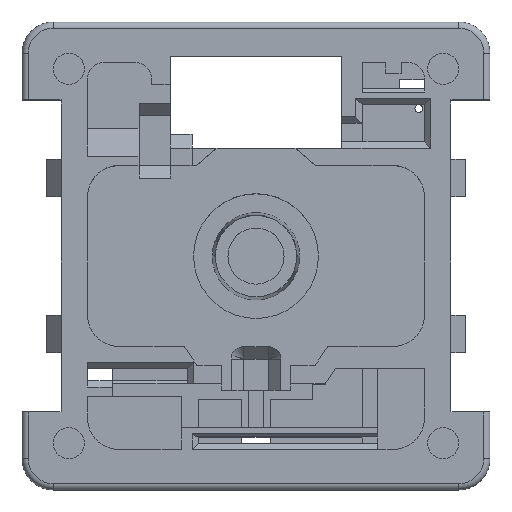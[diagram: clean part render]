
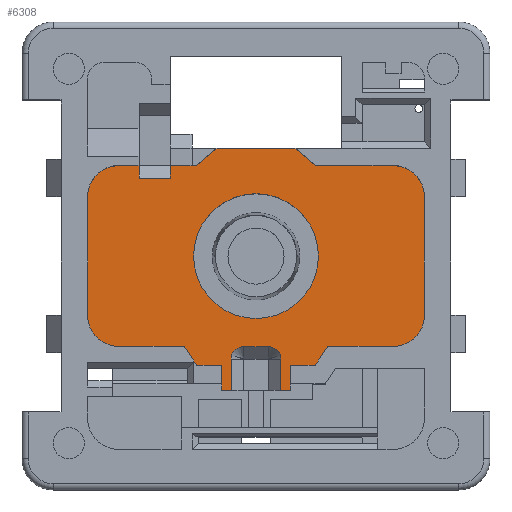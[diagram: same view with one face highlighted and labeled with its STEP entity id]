
A CAD part, top view. The second image highlights one B-rep face of the part: STEP entity #6308.
In plain terms, the highlighted planar face has unit normal (0, 0, 1).
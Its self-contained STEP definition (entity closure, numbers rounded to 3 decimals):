
#2702 = VERTEX_POINT('',#2703);
#2703 = CARTESIAN_POINT('',(1.25,3.455,0.6));
#2709 = EDGE_CURVE('',#2702,#2710,#2712,.T.);
#2710 = VERTEX_POINT('',#2711);
#2711 = CARTESIAN_POINT('',(-1.25,3.455,0.6));
#2712 = LINE('',#2713,#2714);
#2713 = CARTESIAN_POINT('',(1.375,3.455,0.6));
#2714 = VECTOR('',#2715,1.);
#2715 = DIRECTION('',(-1.,0.,0.));
#2747 = EDGE_CURVE('',#2702,#2748,#2750,.T.);
#2748 = VERTEX_POINT('',#2749);
#2749 = CARTESIAN_POINT('',(1.9,2.9,0.6));
#2750 = LINE('',#2751,#2752);
#2751 = CARTESIAN_POINT('',(1.367,3.355,0.6));
#2752 = VECTOR('',#2753,1.);
#2753 = DIRECTION('',(0.76,-0.649,0.));
#2771 = EDGE_CURVE('',#2748,#2772,#2774,.T.);
#2772 = VERTEX_POINT('',#2773);
#2773 = CARTESIAN_POINT('',(4.4,2.9,0.6));
#2774 = LINE('',#2775,#2776);
#2775 = CARTESIAN_POINT('',(0.95,2.9,0.6));
#2776 = VECTOR('',#2777,1.);
#2777 = DIRECTION('',(1.,0.,0.));
#2796 = EDGE_CURVE('',#2772,#2797,#2799,.T.);
#2797 = VERTEX_POINT('',#2798);
#2798 = CARTESIAN_POINT('',(5.4,1.9,0.6));
#2799 = CIRCLE('',#2800,1.);
#2800 = AXIS2_PLACEMENT_3D('',#2801,#2802,#2803);
#2801 = CARTESIAN_POINT('',(4.4,1.9,0.6));
#2802 = DIRECTION('',(0.,0.,-1.));
#2803 = DIRECTION('',(1.,0.,0.));
#2820 = EDGE_CURVE('',#2797,#2821,#2823,.T.);
#2821 = VERTEX_POINT('',#2822);
#2822 = CARTESIAN_POINT('',(5.4,-1.9,0.6));
#2823 = LINE('',#2824,#2825);
#2824 = CARTESIAN_POINT('',(5.4,0.95,0.6));
#2825 = VECTOR('',#2826,1.);
#2826 = DIRECTION('',(0.,-1.,0.));
#2845 = EDGE_CURVE('',#2821,#2846,#2848,.T.);
#2846 = VERTEX_POINT('',#2847);
#2847 = CARTESIAN_POINT('',(4.4,-2.9,0.6));
#2848 = CIRCLE('',#2849,1.);
#2849 = AXIS2_PLACEMENT_3D('',#2850,#2851,#2852);
#2850 = CARTESIAN_POINT('',(4.4,-1.9,0.6));
#2851 = DIRECTION('',(0.,0.,-1.));
#2852 = DIRECTION('',(1.,0.,0.));
#2869 = EDGE_CURVE('',#2870,#2846,#2872,.T.);
#2870 = VERTEX_POINT('',#2871);
#2871 = CARTESIAN_POINT('',(2.3,-2.9,0.6));
#2872 = LINE('',#2873,#2874);
#2873 = CARTESIAN_POINT('',(1.15,-2.9,0.6));
#2874 = VECTOR('',#2875,1.);
#2875 = DIRECTION('',(1.,0.,0.));
#2893 = EDGE_CURVE('',#2894,#2870,#2896,.T.);
#2894 = VERTEX_POINT('',#2895);
#2895 = CARTESIAN_POINT('',(1.9,-3.5,0.6));
#2896 = LINE('',#2897,#2898);
#2897 = CARTESIAN_POINT('',(2.415,-2.727,0.6));
#2898 = VECTOR('',#2899,1.);
#2899 = DIRECTION('',(0.555,0.832,0.));
#2917 = EDGE_CURVE('',#2918,#2894,#2920,.T.);
#2918 = VERTEX_POINT('',#2919);
#2919 = CARTESIAN_POINT('',(1.1,-3.5,0.6));
#2920 = LINE('',#2921,#2922);
#2921 = CARTESIAN_POINT('',(0.55,-3.5,0.6));
#2922 = VECTOR('',#2923,1.);
#2923 = DIRECTION('',(1.,0.,0.));
#2941 = EDGE_CURVE('',#2942,#2918,#2944,.T.);
#2942 = VERTEX_POINT('',#2943);
#2943 = CARTESIAN_POINT('',(1.1,-4.3,0.6));
#2944 = LINE('',#2945,#2946);
#2945 = CARTESIAN_POINT('',(1.1,-2.15,0.6));
#2946 = VECTOR('',#2947,1.);
#2947 = DIRECTION('',(0.,1.,0.));
#3772 = EDGE_CURVE('',#3773,#3775,#3777,.T.);
#3773 = VERTEX_POINT('',#3774);
#3774 = CARTESIAN_POINT('',(-1.1,-3.5,0.6));
#3775 = VERTEX_POINT('',#3776);
#3776 = CARTESIAN_POINT('',(-1.1,-4.3,0.6));
#3777 = LINE('',#3778,#3779);
#3778 = CARTESIAN_POINT('',(-1.1,-1.75,0.6));
#3779 = VECTOR('',#3780,1.);
#3780 = DIRECTION('',(0.,-1.,0.));
#3812 = EDGE_CURVE('',#3813,#3773,#3815,.T.);
#3813 = VERTEX_POINT('',#3814);
#3814 = CARTESIAN_POINT('',(-1.9,-3.5,0.6));
#3815 = LINE('',#3816,#3817);
#3816 = CARTESIAN_POINT('',(-0.95,-3.5,0.6));
#3817 = VECTOR('',#3818,1.);
#3818 = DIRECTION('',(1.,0.,0.));
#3836 = EDGE_CURVE('',#3837,#3813,#3839,.T.);
#3837 = VERTEX_POINT('',#3838);
#3838 = CARTESIAN_POINT('',(-2.3,-2.9,0.6));
#3839 = LINE('',#3840,#3841);
#3840 = CARTESIAN_POINT('',(-2.615,-2.427,0.6));
#3841 = VECTOR('',#3842,1.);
#3842 = DIRECTION('',(0.555,-0.832,0.));
#3860 = EDGE_CURVE('',#3861,#3837,#3863,.T.);
#3861 = VERTEX_POINT('',#3862);
#3862 = CARTESIAN_POINT('',(-4.4,-2.9,0.6));
#3863 = LINE('',#3864,#3865);
#3864 = CARTESIAN_POINT('',(-2.2,-2.9,0.6));
#3865 = VECTOR('',#3866,1.);
#3866 = DIRECTION('',(1.,0.,0.));
#3885 = EDGE_CURVE('',#3861,#3886,#3888,.T.);
#3886 = VERTEX_POINT('',#3887);
#3887 = CARTESIAN_POINT('',(-5.4,-1.9,0.6));
#3888 = CIRCLE('',#3889,1.);
#3889 = AXIS2_PLACEMENT_3D('',#3890,#3891,#3892);
#3890 = CARTESIAN_POINT('',(-4.4,-1.9,0.6));
#3891 = DIRECTION('',(0.,0.,-1.));
#3892 = DIRECTION('',(1.,0.,0.));
#3909 = EDGE_CURVE('',#3910,#3886,#3912,.T.);
#3910 = VERTEX_POINT('',#3911);
#3911 = CARTESIAN_POINT('',(-5.4,1.9,0.6));
#3912 = LINE('',#3913,#3914);
#3913 = CARTESIAN_POINT('',(-5.4,0.95,0.6));
#3914 = VECTOR('',#3915,1.);
#3915 = DIRECTION('',(0.,-1.,0.));
#3934 = EDGE_CURVE('',#3910,#3935,#3937,.T.);
#3935 = VERTEX_POINT('',#3936);
#3936 = CARTESIAN_POINT('',(-4.4,2.9,0.6));
#3937 = CIRCLE('',#3938,1.);
#3938 = AXIS2_PLACEMENT_3D('',#3939,#3940,#3941);
#3939 = CARTESIAN_POINT('',(-4.4,1.9,0.6));
#3940 = DIRECTION('',(0.,0.,-1.));
#3941 = DIRECTION('',(1.,0.,0.));
#3958 = EDGE_CURVE('',#3935,#3959,#3961,.T.);
#3959 = VERTEX_POINT('',#3960);
#3960 = CARTESIAN_POINT('',(-3.75,2.9,0.6));
#3961 = LINE('',#3962,#3963);
#3962 = CARTESIAN_POINT('',(-2.2,2.9,0.6));
#3963 = VECTOR('',#3964,1.);
#3964 = DIRECTION('',(1.,0.,0.));
#4016 = EDGE_CURVE('',#3959,#4017,#4019,.T.);
#4017 = VERTEX_POINT('',#4018);
#4018 = CARTESIAN_POINT('',(-3.75,2.5,0.6));
#4019 = LINE('',#4020,#4021);
#4020 = CARTESIAN_POINT('',(-3.75,1.85,0.6));
#4021 = VECTOR('',#4022,1.);
#4022 = DIRECTION('',(0.,-1.,0.));
#6308 = ADVANCED_FACE('',(#6309,#6416),#6427,.T.);
#6309 = FACE_BOUND('',#6310,.T.);
#6310 = EDGE_LOOP('',(#6311,#6322,#6330,#6339,#6347,#6353,#6354,#6355,
    #6356,#6357,#6358,#6359,#6360,#6361,#6362,#6363,#6371,#6379,#6387,
    #6393,#6394,#6395,#6396,#6397,#6398,#6399,#6400,#6401,#6402,#6410));
#6311 = ORIENTED_EDGE('',*,*,#6312,.F.);
#6312 = EDGE_CURVE('',#6313,#6315,#6317,.T.);
#6313 = VERTEX_POINT('',#6314);
#6314 = CARTESIAN_POINT('',(-0.4,-2.9,0.6));
#6315 = VERTEX_POINT('',#6316);
#6316 = CARTESIAN_POINT('',(-0.8,-3.3,0.6));
#6317 = CIRCLE('',#6318,0.4);
#6318 = AXIS2_PLACEMENT_3D('',#6319,#6320,#6321);
#6319 = CARTESIAN_POINT('',(-0.4,-3.3,0.6));
#6320 = DIRECTION('',(0.,0.,1.));
#6321 = DIRECTION('',(0.,1.,0.));
#6322 = ORIENTED_EDGE('',*,*,#6323,.F.);
#6323 = EDGE_CURVE('',#6324,#6313,#6326,.T.);
#6324 = VERTEX_POINT('',#6325);
#6325 = CARTESIAN_POINT('',(0.4,-2.9,0.6));
#6326 = LINE('',#6327,#6328);
#6327 = CARTESIAN_POINT('',(0.4,-2.9,0.6));
#6328 = VECTOR('',#6329,1.);
#6329 = DIRECTION('',(-1.,-0.,-0.));
#6330 = ORIENTED_EDGE('',*,*,#6331,.F.);
#6331 = EDGE_CURVE('',#6332,#6324,#6334,.T.);
#6332 = VERTEX_POINT('',#6333);
#6333 = CARTESIAN_POINT('',(0.8,-3.3,0.6));
#6334 = CIRCLE('',#6335,0.4);
#6335 = AXIS2_PLACEMENT_3D('',#6336,#6337,#6338);
#6336 = CARTESIAN_POINT('',(0.4,-3.3,0.6));
#6337 = DIRECTION('',(0.,0.,1.));
#6338 = DIRECTION('',(1.,0.,0.));
#6339 = ORIENTED_EDGE('',*,*,#6340,.F.);
#6340 = EDGE_CURVE('',#6341,#6332,#6343,.T.);
#6341 = VERTEX_POINT('',#6342);
#6342 = CARTESIAN_POINT('',(0.8,-4.3,0.6));
#6343 = LINE('',#6344,#6345);
#6344 = CARTESIAN_POINT('',(0.8,-6.2,0.6));
#6345 = VECTOR('',#6346,1.);
#6346 = DIRECTION('',(0.,1.,0.));
#6347 = ORIENTED_EDGE('',*,*,#6348,.T.);
#6348 = EDGE_CURVE('',#6341,#2942,#6349,.T.);
#6349 = LINE('',#6350,#6351);
#6350 = CARTESIAN_POINT('',(-0.55,-4.3,0.6));
#6351 = VECTOR('',#6352,1.);
#6352 = DIRECTION('',(1.,0.,0.));
#6353 = ORIENTED_EDGE('',*,*,#2941,.T.);
#6354 = ORIENTED_EDGE('',*,*,#2917,.T.);
#6355 = ORIENTED_EDGE('',*,*,#2893,.T.);
#6356 = ORIENTED_EDGE('',*,*,#2869,.T.);
#6357 = ORIENTED_EDGE('',*,*,#2845,.F.);
#6358 = ORIENTED_EDGE('',*,*,#2820,.F.);
#6359 = ORIENTED_EDGE('',*,*,#2796,.F.);
#6360 = ORIENTED_EDGE('',*,*,#2771,.F.);
#6361 = ORIENTED_EDGE('',*,*,#2747,.F.);
#6362 = ORIENTED_EDGE('',*,*,#2709,.T.);
#6363 = ORIENTED_EDGE('',*,*,#6364,.F.);
#6364 = EDGE_CURVE('',#6365,#2710,#6367,.T.);
#6365 = VERTEX_POINT('',#6366);
#6366 = CARTESIAN_POINT('',(-1.9,2.9,0.6));
#6367 = LINE('',#6368,#6369);
#6368 = CARTESIAN_POINT('',(-2.067,2.758,0.6));
#6369 = VECTOR('',#6370,1.);
#6370 = DIRECTION('',(0.76,0.649,0.));
#6371 = ORIENTED_EDGE('',*,*,#6372,.F.);
#6372 = EDGE_CURVE('',#6373,#6365,#6375,.T.);
#6373 = VERTEX_POINT('',#6374);
#6374 = CARTESIAN_POINT('',(-2.75,2.9,0.6));
#6375 = LINE('',#6376,#6377);
#6376 = CARTESIAN_POINT('',(-2.2,2.9,0.6));
#6377 = VECTOR('',#6378,1.);
#6378 = DIRECTION('',(1.,0.,0.));
#6379 = ORIENTED_EDGE('',*,*,#6380,.T.);
#6380 = EDGE_CURVE('',#6373,#6381,#6383,.T.);
#6381 = VERTEX_POINT('',#6382);
#6382 = CARTESIAN_POINT('',(-2.75,2.5,0.6));
#6383 = LINE('',#6384,#6385);
#6384 = CARTESIAN_POINT('',(-2.75,1.85,0.6));
#6385 = VECTOR('',#6386,1.);
#6386 = DIRECTION('',(0.,-1.,0.));
#6387 = ORIENTED_EDGE('',*,*,#6388,.T.);
#6388 = EDGE_CURVE('',#6381,#4017,#6389,.T.);
#6389 = LINE('',#6390,#6391);
#6390 = CARTESIAN_POINT('',(-2.75,2.5,0.6));
#6391 = VECTOR('',#6392,1.);
#6392 = DIRECTION('',(-1.,0.,0.));
#6393 = ORIENTED_EDGE('',*,*,#4016,.F.);
#6394 = ORIENTED_EDGE('',*,*,#3958,.F.);
#6395 = ORIENTED_EDGE('',*,*,#3934,.F.);
#6396 = ORIENTED_EDGE('',*,*,#3909,.T.);
#6397 = ORIENTED_EDGE('',*,*,#3885,.F.);
#6398 = ORIENTED_EDGE('',*,*,#3860,.T.);
#6399 = ORIENTED_EDGE('',*,*,#3836,.T.);
#6400 = ORIENTED_EDGE('',*,*,#3812,.T.);
#6401 = ORIENTED_EDGE('',*,*,#3772,.T.);
#6402 = ORIENTED_EDGE('',*,*,#6403,.T.);
#6403 = EDGE_CURVE('',#3775,#6404,#6406,.T.);
#6404 = VERTEX_POINT('',#6405);
#6405 = CARTESIAN_POINT('',(-0.8,-4.3,0.6));
#6406 = LINE('',#6407,#6408);
#6407 = CARTESIAN_POINT('',(-0.55,-4.3,0.6));
#6408 = VECTOR('',#6409,1.);
#6409 = DIRECTION('',(1.,0.,0.));
#6410 = ORIENTED_EDGE('',*,*,#6411,.F.);
#6411 = EDGE_CURVE('',#6315,#6404,#6412,.T.);
#6412 = LINE('',#6413,#6414);
#6413 = CARTESIAN_POINT('',(-0.8,-3.3,0.6));
#6414 = VECTOR('',#6415,1.);
#6415 = DIRECTION('',(0.,-1.,0.));
#6416 = FACE_BOUND('',#6417,.T.);
#6417 = EDGE_LOOP('',(#6418));
#6418 = ORIENTED_EDGE('',*,*,#6419,.T.);
#6419 = EDGE_CURVE('',#6420,#6420,#6422,.T.);
#6420 = VERTEX_POINT('',#6421);
#6421 = CARTESIAN_POINT('',(2.,0.,0.6));
#6422 = CIRCLE('',#6423,2.);
#6423 = AXIS2_PLACEMENT_3D('',#6424,#6425,#6426);
#6424 = CARTESIAN_POINT('',(0.,0.,0.6));
#6425 = DIRECTION('',(0.,0.,-1.));
#6426 = DIRECTION('',(1.,0.,0.));
#6427 = PLANE('',#6428);
#6428 = AXIS2_PLACEMENT_3D('',#6429,#6430,#6431);
#6429 = CARTESIAN_POINT('',(0.,0.,0.6));
#6430 = DIRECTION('',(0.,0.,1.));
#6431 = DIRECTION('',(1.,0.,0.));
